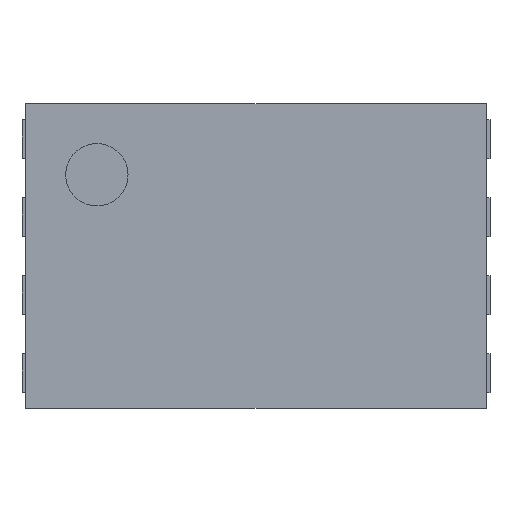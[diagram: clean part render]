
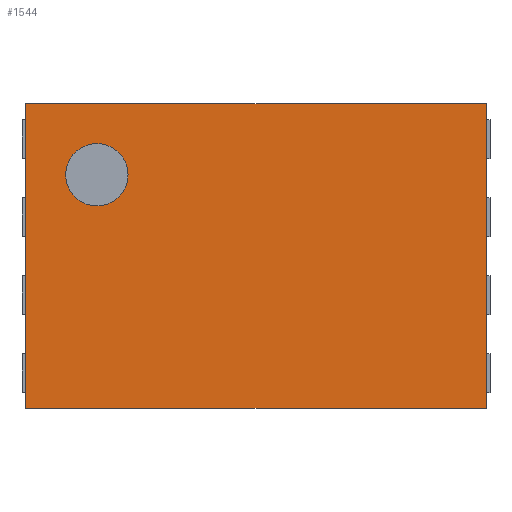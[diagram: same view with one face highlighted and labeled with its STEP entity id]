
A CAD part, top view. The second image highlights one B-rep face of the part: STEP entity #1544.
In plain terms, the highlighted planar face has unit normal (0, 0, 1).
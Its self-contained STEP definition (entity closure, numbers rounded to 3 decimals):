
#494 = VERTEX_POINT('',#495);
#495 = CARTESIAN_POINT('',(1.475,0.975,0.75));
#501 = EDGE_CURVE('',#494,#502,#504,.T.);
#502 = VERTEX_POINT('',#503);
#503 = CARTESIAN_POINT('',(1.475,-0.975,0.75));
#504 = LINE('',#505,#506);
#505 = CARTESIAN_POINT('',(1.475,0.975,0.75));
#506 = VECTOR('',#507,1.);
#507 = DIRECTION('',(0.,-1.,0.));
#616 = VERTEX_POINT('',#617);
#617 = CARTESIAN_POINT('',(-1.475,0.975,0.75));
#625 = EDGE_CURVE('',#616,#494,#626,.T.);
#626 = LINE('',#627,#628);
#627 = CARTESIAN_POINT('',(-1.475,0.975,0.75));
#628 = VECTOR('',#629,1.);
#629 = DIRECTION('',(1.,0.,0.));
#681 = EDGE_CURVE('',#616,#682,#684,.T.);
#682 = VERTEX_POINT('',#683);
#683 = CARTESIAN_POINT('',(-1.475,-0.975,0.75));
#684 = LINE('',#685,#686);
#685 = CARTESIAN_POINT('',(-1.475,0.975,0.75));
#686 = VECTOR('',#687,1.);
#687 = DIRECTION('',(0.,-1.,0.));
#1534 = EDGE_CURVE('',#682,#502,#1535,.T.);
#1535 = LINE('',#1536,#1537);
#1536 = CARTESIAN_POINT('',(-1.475,-0.975,0.75));
#1537 = VECTOR('',#1538,1.);
#1538 = DIRECTION('',(1.,0.,0.));
#1544 = ADVANCED_FACE('',(#1545,#1551),#1562,.T.);
#1545 = FACE_BOUND('',#1546,.T.);
#1546 = EDGE_LOOP('',(#1547,#1548,#1549,#1550));
#1547 = ORIENTED_EDGE('',*,*,#625,.F.);
#1548 = ORIENTED_EDGE('',*,*,#681,.T.);
#1549 = ORIENTED_EDGE('',*,*,#1534,.T.);
#1550 = ORIENTED_EDGE('',*,*,#501,.F.);
#1551 = FACE_BOUND('',#1552,.T.);
#1552 = EDGE_LOOP('',(#1553));
#1553 = ORIENTED_EDGE('',*,*,#1554,.T.);
#1554 = EDGE_CURVE('',#1555,#1555,#1557,.T.);
#1555 = VERTEX_POINT('',#1556);
#1556 = CARTESIAN_POINT('',(-1.02,0.32,0.75));
#1557 = CIRCLE('',#1558,0.2);
#1558 = AXIS2_PLACEMENT_3D('',#1559,#1560,#1561);
#1559 = CARTESIAN_POINT('',(-1.02,0.52,0.75));
#1560 = DIRECTION('',(0.,0.,-1.));
#1561 = DIRECTION('',(0.,-1.,0.));
#1562 = PLANE('',#1563);
#1563 = AXIS2_PLACEMENT_3D('',#1564,#1565,#1566);
#1564 = CARTESIAN_POINT('',(-1.475,0.975,0.75));
#1565 = DIRECTION('',(0.,0.,1.));
#1566 = DIRECTION('',(0.,-1.,0.));
